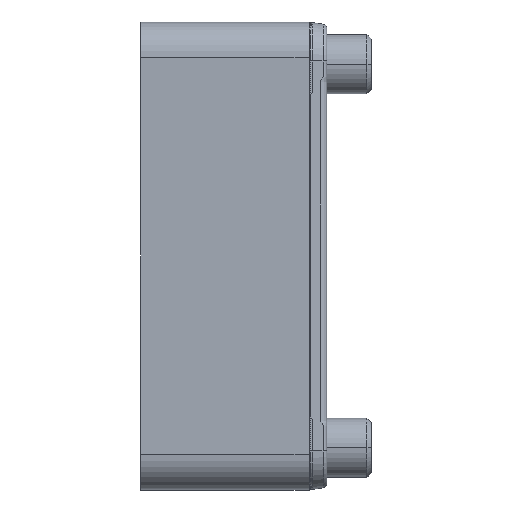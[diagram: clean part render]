
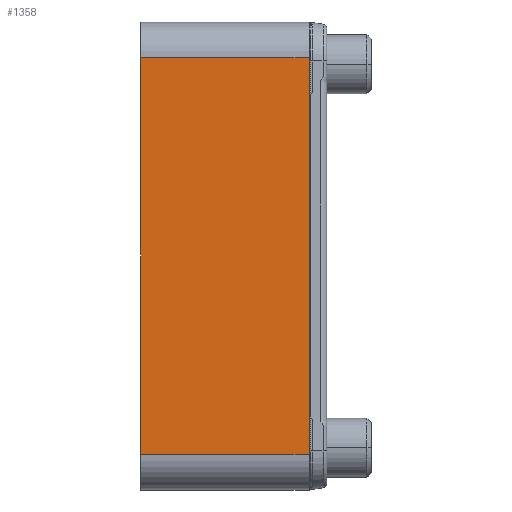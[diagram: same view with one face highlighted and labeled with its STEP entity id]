
A CAD part, left-side view. The second image highlights one B-rep face of the part: STEP entity #1358.
In plain terms, the highlighted planar face has unit normal (-1, 0, 0).
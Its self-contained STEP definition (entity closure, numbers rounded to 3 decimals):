
#353=DIRECTION('',(0.,1.,0.));
#354=VECTOR('',#353,75.6);
#355=CARTESIAN_POINT('',(-36.75,7.,89.));
#356=LINE('',#355,#354);
#357=DIRECTION('',(0.,0.,1.));
#358=VECTOR('',#357,178.);
#359=CARTESIAN_POINT('',(-36.75,7.,-89.));
#360=LINE('',#359,#358);
#361=DIRECTION('',(0.,1.,0.));
#362=VECTOR('',#361,75.6);
#363=CARTESIAN_POINT('',(-36.75,7.,-89.));
#364=LINE('',#363,#362);
#397=DIRECTION('',(0.,0.,1.));
#398=VECTOR('',#397,178.);
#399=CARTESIAN_POINT('',(-36.75,82.6,-89.));
#400=LINE('',#399,#398);
#654=CARTESIAN_POINT('',(-36.75,82.6,-89.));
#656=VERTEX_POINT('',#654);
#657=CARTESIAN_POINT('',(-36.75,82.6,89.));
#658=VERTEX_POINT('',#657);
#670=CARTESIAN_POINT('',(-36.75,7.,-89.));
#672=VERTEX_POINT('',#670);
#673=CARTESIAN_POINT('',(-36.75,7.,89.));
#674=VERTEX_POINT('',#673);
#1346=CARTESIAN_POINT('',(-36.75,0.,-89.));
#1347=DIRECTION('',(-1.,0.,0.));
#1348=DIRECTION('',(0.,0.,1.));
#1349=AXIS2_PLACEMENT_3D('',#1346,#1347,#1348);
#1350=PLANE('',#1349);
#1351=ORIENTED_EDGE('',*,*,#1220,.F.);
#1352=ORIENTED_EDGE('',*,*,#1257,.T.);
#1354=ORIENTED_EDGE('',*,*,#1353,.T.);
#1355=ORIENTED_EDGE('',*,*,#1338,.F.);
#1356=EDGE_LOOP('',(#1351,#1352,#1354,#1355));
#1357=FACE_OUTER_BOUND('',#1356,.F.);
#1358=ADVANCED_FACE('',(#1357),#1350,.T.);
#1220=EDGE_CURVE('',#672,#674,#360,.T.);
#1257=EDGE_CURVE('',#672,#656,#364,.T.);
#1338=EDGE_CURVE('',#674,#658,#356,.T.);
#1353=EDGE_CURVE('',#656,#658,#400,.T.);
